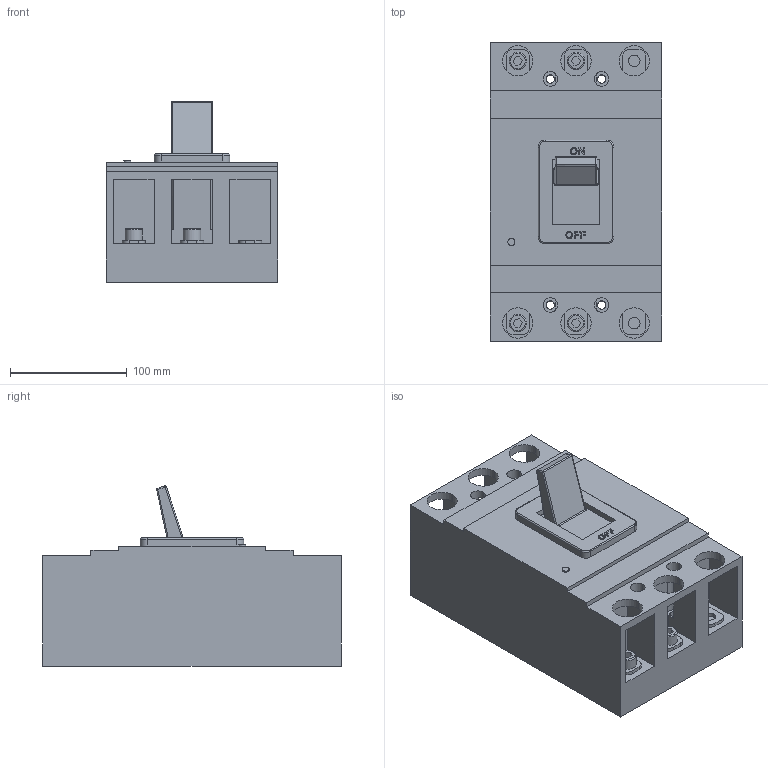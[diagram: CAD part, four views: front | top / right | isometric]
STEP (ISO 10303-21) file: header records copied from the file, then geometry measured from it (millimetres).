
FILE_DESCRIPTION (( 'STEP AP214' ), '1' );
FILE_NAME ('ﾂﾀ-99ﾌ-mccb99-400-250m-(315m-400m).STEP', '2020-12-01T14:58:02', ( '' ), ( '' ), 'SwSTEP 2.0', 'SolidWorks 2019', '' );
FILE_SCHEMA (( 'AUTOMOTIVE_DESIGN' ));
Length unit declared in the file: millimetre
Products named in the file (1): ﾂﾀ-99ﾌ-mccb99-400-250m-(315m-400m)
Bounding box: 147 x 256 x 154.74 mm (x, y, z)
Volume: 3385267.4 mm3; surface area: 209145.1 mm2
Topology: 1 solids, 1 shells, 270 faces, 702 edges, 455 vertices
Faces by surface type: plane 159, cylinder 74, bspline 20, torus 12, sphere 5
Entity records: 9693 total; most frequent: CARTESIAN_POINT 2986, ORIENTED_EDGE 1396, DIRECTION 1334, EDGE_CURVE 698, LINE 484, VECTOR 484, VERTEX_POINT 453, AXIS2_PLACEMENT_3D 425
